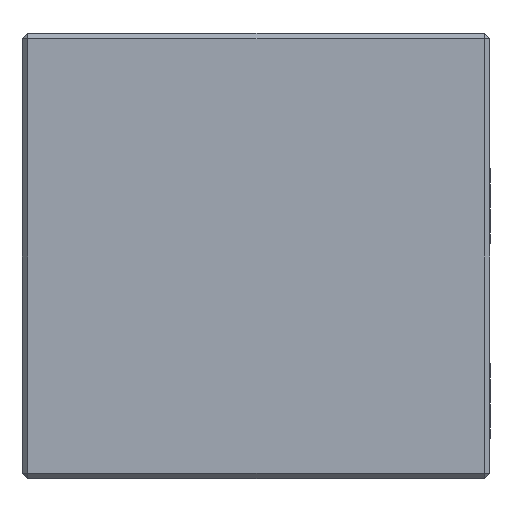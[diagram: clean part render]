
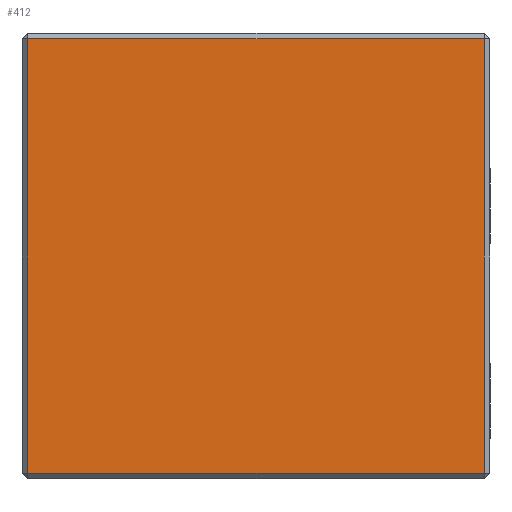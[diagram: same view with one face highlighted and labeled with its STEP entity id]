
A CAD part, left-side view. The second image highlights one B-rep face of the part: STEP entity #412.
In plain terms, the highlighted planar face has unit normal (-1, 0, 0).
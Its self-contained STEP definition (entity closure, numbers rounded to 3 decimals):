
#277 = EDGE_CURVE ( 'NONE', #278, #408, #1927, .T. ) ;
#278 = VERTEX_POINT ( 'NONE', #2089 ) ;
#340 = EDGE_CURVE ( 'NONE', #408, #383, #2573, .T. ) ;
#383 = VERTEX_POINT ( 'NONE', #2352 ) ;
#408 = VERTEX_POINT ( 'NONE', #2638 ) ;
#412 = ADVANCED_FACE ( 'NONE', ( #2633 ), #2632, .F. ) ;
#413 = EDGE_LOOP ( 'NONE', ( #565, #564, #584, #522 ) ) ;
#414 = EDGE_CURVE ( 'NONE', #383, #416, #2624, .T. ) ;
#416 = VERTEX_POINT ( 'NONE', #2620 ) ;
#522 = ORIENTED_EDGE ( 'NONE', *, *, #340, .F. ) ;
#543 = EDGE_CURVE ( 'NONE', #416, #278, #821, .T. ) ;
#564 = ORIENTED_EDGE ( 'NONE', *, *, #543, .F. ) ;
#565 = ORIENTED_EDGE ( 'NONE', *, *, #277, .F. ) ;
#584 = ORIENTED_EDGE ( 'NONE', *, *, #414, .F. ) ;
#821 = LINE ( 'NONE', #1139, #1138 ) ;
#1136 = DIRECTION ( 'NONE',  ( 0., -1., 0. ) ) ;
#1138 = VECTOR ( 'NONE', #1136, 1000. ) ;
#1139 = CARTESIAN_POINT ( 'NONE',  ( -60., 0., 39. ) ) ;
#1917 = DIRECTION ( 'NONE',  ( 0., 0., -1. ) ) ;
#1919 = VECTOR ( 'NONE', #1917, 1000. ) ;
#1921 = CARTESIAN_POINT ( 'NONE',  ( -60., -41., 0. ) ) ;
#1927 = LINE ( 'NONE', #1921, #1919 ) ;
#2089 = CARTESIAN_POINT ( 'NONE',  ( -60., -41., 39. ) ) ;
#2352 = CARTESIAN_POINT ( 'NONE',  ( -60., 41., -39. ) ) ;
#2568 = DIRECTION ( 'NONE',  ( 0., 1., 0. ) ) ;
#2569 = VECTOR ( 'NONE', #2568, 1000. ) ;
#2571 = CARTESIAN_POINT ( 'NONE',  ( -60., 0., -39. ) ) ;
#2573 = LINE ( 'NONE', #2571, #2569 ) ;
#2620 = CARTESIAN_POINT ( 'NONE',  ( -60., 41., 39. ) ) ;
#2621 = DIRECTION ( 'NONE',  ( 0., 0., 1. ) ) ;
#2622 = VECTOR ( 'NONE', #2621, 1000. ) ;
#2623 = CARTESIAN_POINT ( 'NONE',  ( -60., 41., 0. ) ) ;
#2624 = LINE ( 'NONE', #2623, #2622 ) ;
#2625 = DIRECTION ( 'NONE',  ( 0., 1., 0. ) ) ;
#2626 = DIRECTION ( 'NONE',  ( 1., 0., 0. ) ) ;
#2627 = CARTESIAN_POINT ( 'NONE',  ( -60., -41., -39. ) ) ;
#2629 = AXIS2_PLACEMENT_3D ( 'NONE', #2627, #2626, #2625 ) ;
#2632 = PLANE ( 'NONE',  #2629 ) ;
#2633 = FACE_OUTER_BOUND ( 'NONE', #413, .T. ) ;
#2638 = CARTESIAN_POINT ( 'NONE',  ( -60., -41., -39. ) ) ;
